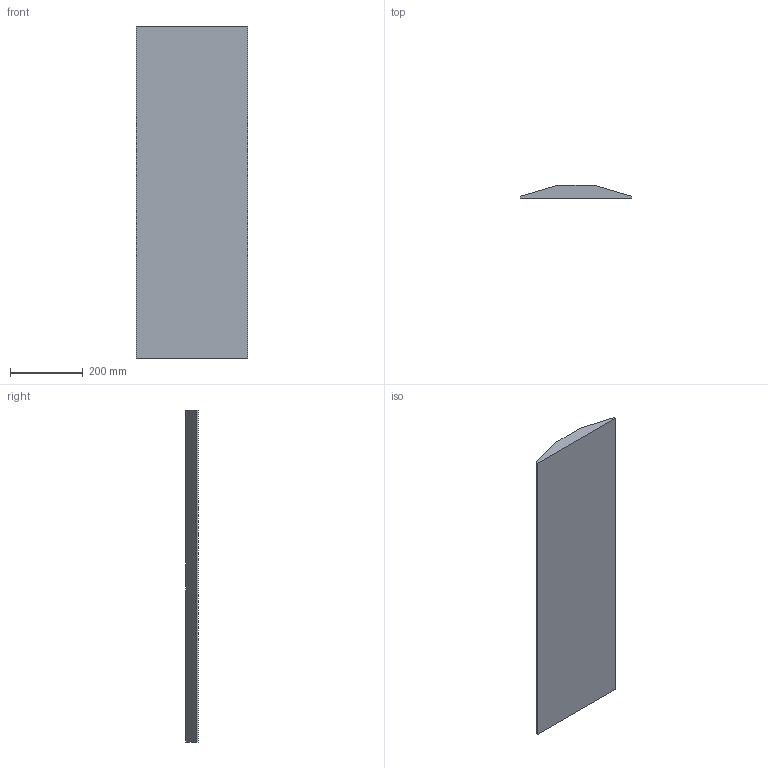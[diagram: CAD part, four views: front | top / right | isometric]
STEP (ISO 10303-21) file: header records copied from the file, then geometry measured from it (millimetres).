
FILE_DESCRIPTION (( 'STEP AP214' ), '1' );
FILE_NAME ('BL1-19.STEP', '2024-09-20T12:17:59', ( '' ), ( '' ), 'SwSTEP 2.0', 'SolidWorks 2024', '' );
FILE_SCHEMA (( 'AUTOMOTIVE_DESIGN' ));
Length unit declared in the file: millimetre
Products named in the file (1): BL1-19
Bounding box: 305 x 35 x 910 mm (x, y, z)
Volume: 6876080.2 mm3; surface area: 596458.3 mm2
Topology: 1 solids, 1 shells, 68 faces, 171 edges, 114 vertices
Faces by surface type: plane 51, bspline 17
Entity records: 2900 total; most frequent: CARTESIAN_POINT 1355, ORIENTED_EDGE 342, DIRECTION 241, EDGE_CURVE 171, VECTOR 137, LINE 137, VERTEX_POINT 114, EDGE_LOOP 77
